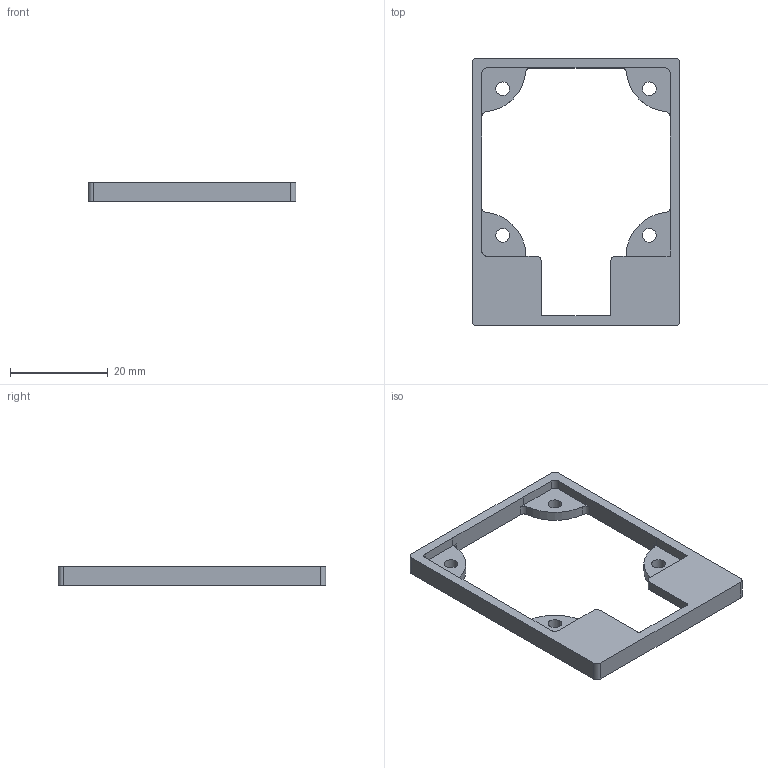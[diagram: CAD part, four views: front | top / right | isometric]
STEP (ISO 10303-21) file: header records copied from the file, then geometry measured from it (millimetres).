
FILE_DESCRIPTION(('FreeCAD Model'),'2;1');
FILE_NAME('Open CASCADE Shape Model','2025-08-08T13:09:14',('Author'),( ''),'Open CASCADE STEP processor 7.6','FreeCAD','Unknown');
FILE_SCHEMA(('AUTOMOTIVE_DESIGN { 1 0 10303 214 1 1 1 1 }'));
Length unit declared in the file: millimetre
Products named in the file (1): RPiHQCamHousing
Bounding box: 42.5 x 54.75 x 4 mm (x, y, z)
Volume: 3014.5 mm3; surface area: 3310.2 mm2
Topology: 1 solids, 1 shells, 61 faces, 173 edges, 114 vertices
Faces by surface type: plane 32, cylinder 29
Full cylindrical faces by diameter (mm): 2.8 x4
Entity records: 4332 total; most frequent: CARTESIAN_POINT 791, DIRECTION 685, LINE 403, VECTOR 403, ORIENTED_EDGE 346, PCURVE 346, DEFINITIONAL_REPRESENTATION 346, EDGE_CURVE 173
